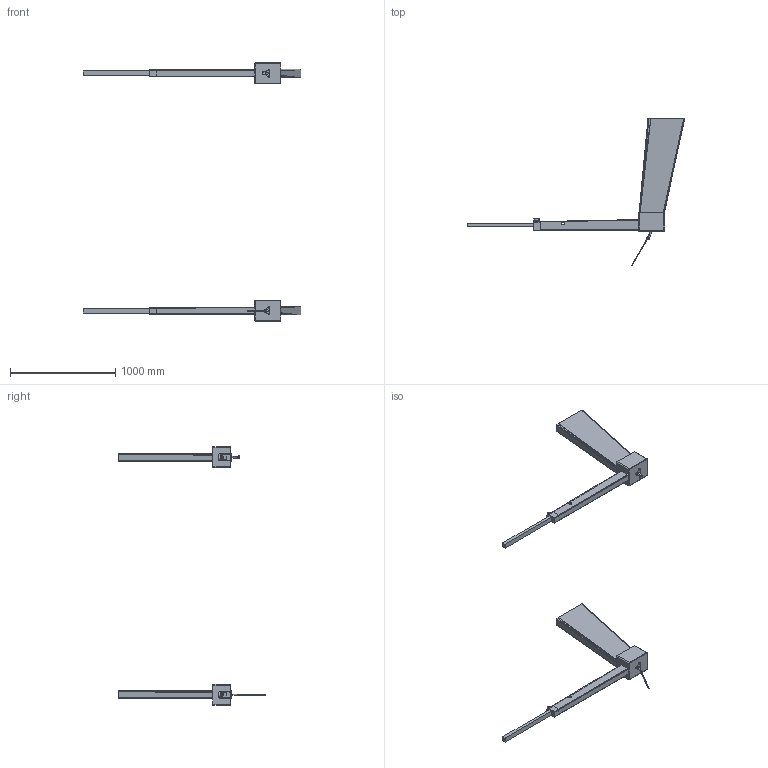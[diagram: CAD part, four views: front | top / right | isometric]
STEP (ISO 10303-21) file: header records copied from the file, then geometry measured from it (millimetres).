
FILE_DESCRIPTION((''),'2;1');
FILE_NAME('DAVIDS_ASM','2021-10-19T21:02:27',('43664'),(''),'CREO PARAMETRIC BY PTC INC, 2020342','CREO PARAMETRIC BY PTC INC, 2020342','');
FILE_SCHEMA(('CONFIG_CONTROL_DESIGN'));
Length unit declared in the file: millimetre
Products named in the file (4): DAVIDS; GRUNDPLATTE_VON_FLAGGSTOCK; GRUNDPLATTE_VON_LICHT; DAVIDS_ASM
Assembly tree (4 placements, depth 2):
  DAVIDS_ASM
    DAVIDS  x2
    GRUNDPLATTE_VON_FLAGGSTOCK
    GRUNDPLATTE_VON_LICHT
Bounding box: 2070.3 x 1404.67 x 2460 mm (x, y, z)
Volume: 31858725.8 mm3; surface area: 4459014.2 mm2
Topology: 4 solids, 4 shells, 359 faces, 867 edges, 530 vertices
Faces by surface type: cylinder 136, plane 106, bspline 72, cone 34, torus 10, extrusion 1
Entity records: 8969 total; most frequent: CARTESIAN_POINT 3422, ORIENTED_EDGE 1140, DIRECTION 1126, EDGE_CURVE 570, AXIS2_PLACEMENT_3D 422, VERTEX_POINT 346, VECTOR 282, LINE 281
